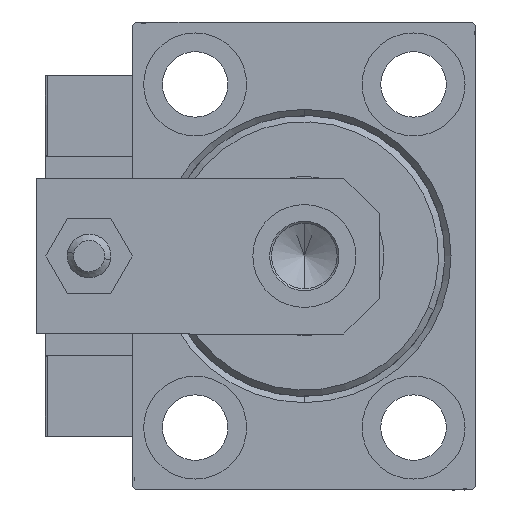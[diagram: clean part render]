
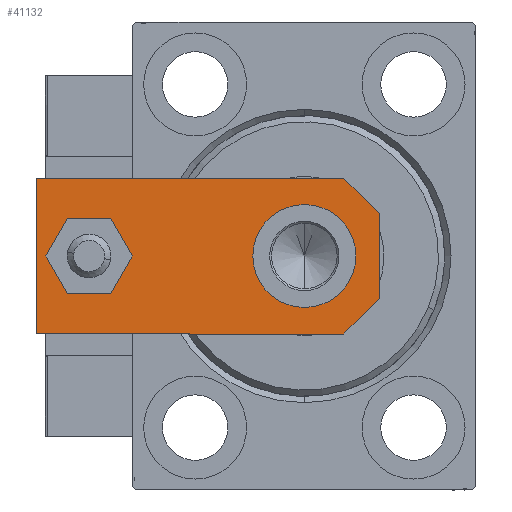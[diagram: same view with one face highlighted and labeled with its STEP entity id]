
A CAD part, left-side view. The second image highlights one B-rep face of the part: STEP entity #41132.
In plain terms, the highlighted face is planar.
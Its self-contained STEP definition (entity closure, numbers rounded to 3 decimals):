
#604 = EDGE_CURVE ( 'NONE', #49289, #49853, #42481, .T. ) ;
#941 = VECTOR ( 'NONE', #13250, 1000. ) ;
#1220 = CARTESIAN_POINT ( 'NONE',  ( 12.5, 0., 6. ) ) ;
#1591 = CARTESIAN_POINT ( 'NONE',  ( 0., 12., 6. ) ) ;
#1678 = CARTESIAN_POINT ( 'NONE',  ( -4., 46.5, 6. ) ) ;
#3662 = EDGE_CURVE ( 'NONE', #49853, #45115, #26661, .T. ) ;
#4638 = VECTOR ( 'NONE', #16843, 1000. ) ;
#5052 = LINE ( 'NONE', #1220, #941 ) ;
#5800 = CARTESIAN_POINT ( 'NONE',  ( -12.5, 5.66, 6. ) ) ;
#5969 = VERTEX_POINT ( 'NONE', #38812 ) ;
#6163 = ORIENTED_EDGE ( 'NONE', *, *, #42092, .T. ) ;
#6961 = ORIENTED_EDGE ( 'NONE', *, *, #20996, .T. ) ;
#8183 = LINE ( 'NONE', #35123, #25209 ) ;
#9828 = VECTOR ( 'NONE', #14658, 1000. ) ;
#10052 = AXIS2_PLACEMENT_3D ( 'NONE', #30690, #14799, #26839 ) ;
#10350 = VERTEX_POINT ( 'NONE', #5800 ) ;
#10918 = EDGE_CURVE ( 'NONE', #5969, #20446, #15616, .T. ) ;
#11150 = EDGE_CURVE ( 'NONE', #21515, #28810, #40990, .T. ) ;
#11701 = EDGE_CURVE ( 'NONE', #20446, #5969, #39264, .T. ) ;
#12855 = VECTOR ( 'NONE', #34624, 1000. ) ;
#13250 = DIRECTION ( 'NONE',  ( 0., 1., 0. ) ) ;
#14017 = DIRECTION ( 'NONE',  ( 1., 0., 0. ) ) ;
#14602 = CARTESIAN_POINT ( 'NONE',  ( 12.5, 55., 6. ) ) ;
#14658 = DIRECTION ( 'NONE',  ( 0., -1., 0. ) ) ;
#14774 = FACE_BOUND ( 'NONE', #47881, .T. ) ;
#14786 = CARTESIAN_POINT ( 'NONE',  ( 0., 12., 6. ) ) ;
#14799 = DIRECTION ( 'NONE',  ( 0., 0., 1. ) ) ;
#14893 = ORIENTED_EDGE ( 'NONE', *, *, #11701, .F. ) ;
#15274 = DIRECTION ( 'NONE',  ( 1., 0., 0. ) ) ;
#15616 = CIRCLE ( 'NONE', #28674, 8.25 ) ;
#16843 = DIRECTION ( 'NONE',  ( -1., 0., 0. ) ) ;
#17238 = DIRECTION ( 'NONE',  ( 1., 0., 0. ) ) ;
#18506 = LINE ( 'NONE', #49807, #9828 ) ;
#18868 = AXIS2_PLACEMENT_3D ( 'NONE', #44878, #29470, #40012 ) ;
#19496 = ORIENTED_EDGE ( 'NONE', *, *, #47894, .F. ) ;
#20152 = EDGE_LOOP ( 'NONE', ( #19496, #40194 ) ) ;
#20446 = VERTEX_POINT ( 'NONE', #22014 ) ;
#20687 = EDGE_CURVE ( 'NONE', #46902, #41978, #47891, .T. ) ;
#20783 = AXIS2_PLACEMENT_3D ( 'NONE', #45824, #30425, #15274 ) ;
#20996 = EDGE_CURVE ( 'NONE', #10350, #49289, #8183, .T. ) ;
#21515 = VERTEX_POINT ( 'NONE', #35889 ) ;
#22014 = CARTESIAN_POINT ( 'NONE',  ( -8.25, 12., 6. ) ) ;
#22859 = CARTESIAN_POINT ( 'NONE',  ( -12.5, 55., 6. ) ) ;
#23938 = ORIENTED_EDGE ( 'NONE', *, *, #10918, .F. ) ;
#25172 = DIRECTION ( 'NONE',  ( 0., 0., 1. ) ) ;
#25209 = VECTOR ( 'NONE', #45312, 1000. ) ;
#25820 = CARTESIAN_POINT ( 'NONE',  ( 6.84, 0., 6. ) ) ;
#26073 = DIRECTION ( 'NONE',  ( 1., 0., 0. ) ) ;
#26661 = LINE ( 'NONE', #42311, #12855 ) ;
#26839 = DIRECTION ( 'NONE',  ( 1., 0., 0. ) ) ;
#28674 = AXIS2_PLACEMENT_3D ( 'NONE', #1591, #25172, #17238 ) ;
#28810 = VERTEX_POINT ( 'NONE', #1678 ) ;
#29470 = DIRECTION ( 'NONE',  ( 0., 0., 1. ) ) ;
#30169 = FACE_BOUND ( 'NONE', #20152, .T. ) ;
#30378 = AXIS2_PLACEMENT_3D ( 'NONE', #14786, #49680, #14017 ) ;
#30425 = DIRECTION ( 'NONE',  ( 0., 0., 1. ) ) ;
#30690 = CARTESIAN_POINT ( 'NONE',  ( 0., 46.5, 6. ) ) ;
#31616 = VECTOR ( 'NONE', #26073, 1000. ) ;
#34624 = DIRECTION ( 'NONE',  ( 0.707, 0.707, 0. ) ) ;
#35031 = CARTESIAN_POINT ( 'NONE',  ( 12.5, 5.66, 6. ) ) ;
#35123 = CARTESIAN_POINT ( 'NONE',  ( -3.42, -3.42, 6. ) ) ;
#35889 = CARTESIAN_POINT ( 'NONE',  ( 4., 46.5, 6. ) ) ;
#36278 = ORIENTED_EDGE ( 'NONE', *, *, #3662, .T. ) ;
#38378 = CARTESIAN_POINT ( 'NONE',  ( -12.5, 0., 6. ) ) ;
#38812 = CARTESIAN_POINT ( 'NONE',  ( 8.25, 12., 6. ) ) ;
#39264 = CIRCLE ( 'NONE', #30378, 8.25 ) ;
#39681 = CARTESIAN_POINT ( 'NONE',  ( 12.5, 55., 6. ) ) ;
#40012 = DIRECTION ( 'NONE',  ( 1., 0., 0. ) ) ;
#40194 = ORIENTED_EDGE ( 'NONE', *, *, #11150, .F. ) ;
#40990 = CIRCLE ( 'NONE', #18868, 4. ) ;
#41132 = ADVANCED_FACE ( 'NONE', ( #30169, #45571, #14774 ), #41711, .T. ) ;
#41711 = PLANE ( 'NONE',  #20783 ) ;
#41978 = VERTEX_POINT ( 'NONE', #22859 ) ;
#42092 = EDGE_CURVE ( 'NONE', #41978, #10350, #18506, .T. ) ;
#42311 = CARTESIAN_POINT ( 'NONE',  ( 3.42, -3.42, 6. ) ) ;
#42481 = LINE ( 'NONE', #38378, #31616 ) ;
#42709 = ORIENTED_EDGE ( 'NONE', *, *, #44846, .T. ) ;
#43644 = CIRCLE ( 'NONE', #10052, 4. ) ;
#44846 = EDGE_CURVE ( 'NONE', #45115, #46902, #5052, .T. ) ;
#44878 = CARTESIAN_POINT ( 'NONE',  ( 0., 46.5, 6. ) ) ;
#45115 = VERTEX_POINT ( 'NONE', #35031 ) ;
#45312 = DIRECTION ( 'NONE',  ( 0.707, -0.707, 0. ) ) ;
#45571 = FACE_OUTER_BOUND ( 'NONE', #47069, .T. ) ;
#45824 = CARTESIAN_POINT ( 'NONE',  ( 0., 0., 6. ) ) ;
#46693 = ORIENTED_EDGE ( 'NONE', *, *, #604, .T. ) ;
#46902 = VERTEX_POINT ( 'NONE', #14602 ) ;
#47069 = EDGE_LOOP ( 'NONE', ( #6163, #6961, #46693, #36278, #42709, #48563 ) ) ;
#47473 = CARTESIAN_POINT ( 'NONE',  ( -6.84, 0., 6. ) ) ;
#47881 = EDGE_LOOP ( 'NONE', ( #14893, #23938 ) ) ;
#47891 = LINE ( 'NONE', #39681, #4638 ) ;
#47894 = EDGE_CURVE ( 'NONE', #28810, #21515, #43644, .T. ) ;
#48563 = ORIENTED_EDGE ( 'NONE', *, *, #20687, .T. ) ;
#49289 = VERTEX_POINT ( 'NONE', #47473 ) ;
#49680 = DIRECTION ( 'NONE',  ( 0., 0., 1. ) ) ;
#49807 = CARTESIAN_POINT ( 'NONE',  ( -12.5, 55., 6. ) ) ;
#49853 = VERTEX_POINT ( 'NONE', #25820 ) ;
